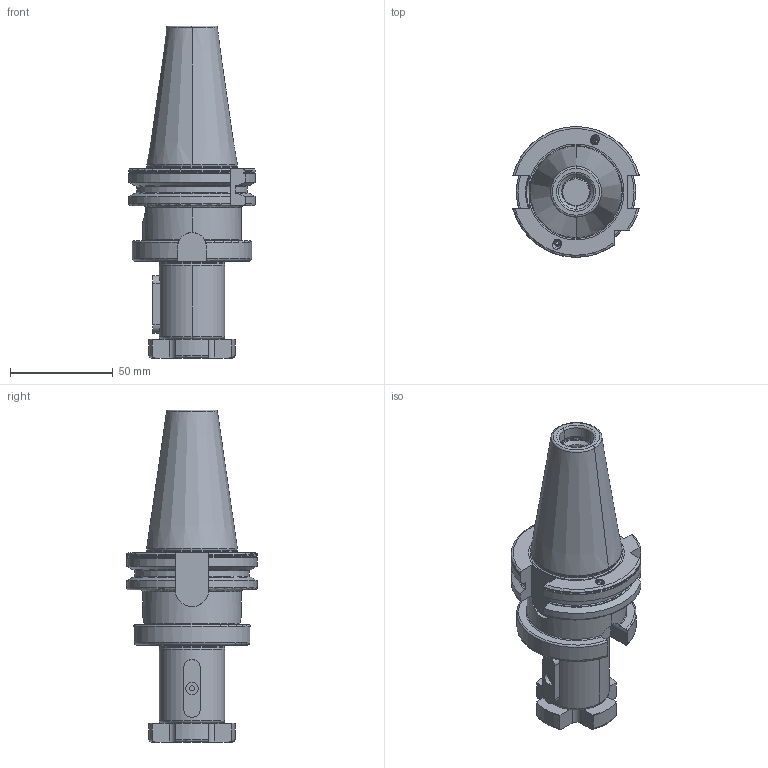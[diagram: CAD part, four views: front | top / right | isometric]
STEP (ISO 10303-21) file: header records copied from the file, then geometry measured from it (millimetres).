
FILE_DESCRIPTION((''),'2;1');
FILE_NAME('DC_403_10_32','2020-11-30T',('101107'),(''),'CREO PARAMETRIC BY PTC INC, 2016260','CREO PARAMETRIC BY PTC INC, 2016260','');
FILE_SCHEMA(('CONFIG_CONTROL_DESIGN'));
Length unit declared in the file: millimetre
Products named in the file (1): DC_403_10_32
Bounding box: 61.48 x 63.54 x 161.4 mm (x, y, z)
Volume: 188564.7 mm3; surface area: 36954.7 mm2
Topology: 1 solids, 2 shells, 238 faces, 607 edges, 377 vertices
Faces by surface type: plane 73, cylinder 63, cone 52, torus 50
Entity records: 7837 total; most frequent: CARTESIAN_POINT 2121, ORIENTED_EDGE 1202, DIRECTION 1193, EDGE_CURVE 601, AXIS2_PLACEMENT_3D 475, VERTEX_POINT 377, EDGE_LOOP 250, VECTOR 243
